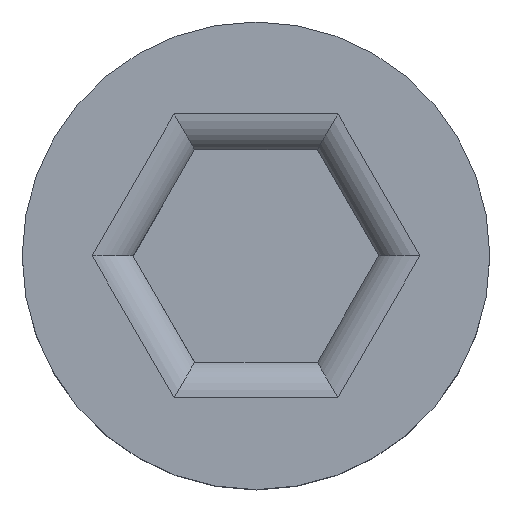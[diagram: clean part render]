
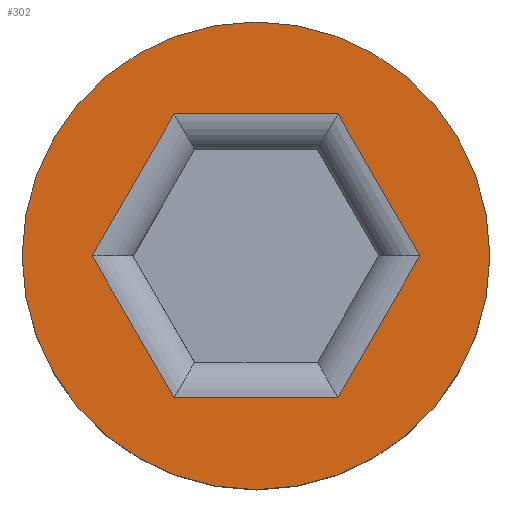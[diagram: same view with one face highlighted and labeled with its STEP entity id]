
A CAD part, top view. The second image highlights one B-rep face of the part: STEP entity #302.
In plain terms, the highlighted planar face has unit normal (0, 0, 1).
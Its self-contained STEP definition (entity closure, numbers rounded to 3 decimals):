
#15=FACE_BOUND('',#61,.T.);
#17=CIRCLE('',#341,6.);
#42=FACE_OUTER_BOUND('',#60,.T.);
#60=EDGE_LOOP('',(#259));
#61=EDGE_LOOP('',(#260,#261,#262,#263,#264,#265));
#85=LINE('',#510,#105);
#86=LINE('',#515,#106);
#87=LINE('',#519,#107);
#89=LINE('',#528,#109);
#90=LINE('',#532,#110);
#91=LINE('',#535,#111);
#105=VECTOR('',#397,10.);
#106=VECTOR('',#404,10.);
#107=VECTOR('',#409,10.);
#109=VECTOR('',#419,10.);
#110=VECTOR('',#424,10.);
#111=VECTOR('',#429,10.);
#143=VERTEX_POINT('',#507);
#144=VERTEX_POINT('',#509);
#145=VERTEX_POINT('',#513);
#146=VERTEX_POINT('',#517);
#147=VERTEX_POINT('',#521);
#149=VERTEX_POINT('',#527);
#150=VERTEX_POINT('',#531);
#178=EDGE_CURVE('',#143,#144,#85,.T.);
#181=EDGE_CURVE('',#145,#143,#86,.T.);
#183=EDGE_CURVE('',#146,#145,#87,.T.);
#184=EDGE_CURVE('',#147,#147,#17,.T.);
#187=EDGE_CURVE('',#144,#149,#89,.T.);
#189=EDGE_CURVE('',#149,#150,#90,.T.);
#191=EDGE_CURVE('',#150,#146,#91,.T.);
#259=ORIENTED_EDGE('',*,*,#184,.T.);
#260=ORIENTED_EDGE('',*,*,#187,.F.);
#261=ORIENTED_EDGE('',*,*,#178,.F.);
#262=ORIENTED_EDGE('',*,*,#181,.F.);
#263=ORIENTED_EDGE('',*,*,#183,.F.);
#264=ORIENTED_EDGE('',*,*,#191,.F.);
#265=ORIENTED_EDGE('',*,*,#189,.F.);
#285=PLANE('',#348);
#302=ADVANCED_FACE('',(#42,#15),#285,.T.);
#341=AXIS2_PLACEMENT_3D('',#522,#412,#413);
#348=AXIS2_PLACEMENT_3D('',#536,#430,#431);
#397=DIRECTION('',(-0.5,-0.866,0.));
#404=DIRECTION('',(-1.,0.,0.));
#409=DIRECTION('',(-0.5,0.866,0.));
#412=DIRECTION('center_axis',(0.,0.,1.));
#413=DIRECTION('ref_axis',(-1.,0.,0.));
#419=DIRECTION('',(0.5,-0.866,0.));
#424=DIRECTION('',(1.,0.,0.));
#429=DIRECTION('',(0.5,0.866,0.));
#430=DIRECTION('center_axis',(0.,0.,1.));
#431=DIRECTION('ref_axis',(1.,0.,0.));
#507=CARTESIAN_POINT('',(-2.102,3.641,35.8));
#509=CARTESIAN_POINT('',(-4.205,0.,35.8));
#510=CARTESIAN_POINT('',(-3.535,1.16,35.8));
#513=CARTESIAN_POINT('',(2.102,3.641,35.8));
#515=CARTESIAN_POINT('',(-0.762,3.641,35.8));
#517=CARTESIAN_POINT('',(4.205,0.,35.8));
#519=CARTESIAN_POINT('',(2.772,2.481,35.8));
#521=CARTESIAN_POINT('',(6.,0.,35.8));
#522=CARTESIAN_POINT('Origin',(0.,0.,35.8));
#527=CARTESIAN_POINT('',(-2.102,-3.641,35.8));
#528=CARTESIAN_POINT('',(-2.772,-2.481,35.8));
#531=CARTESIAN_POINT('',(2.102,-3.641,35.8));
#532=CARTESIAN_POINT('',(0.762,-3.641,35.8));
#535=CARTESIAN_POINT('',(3.535,-1.16,35.8));
#536=CARTESIAN_POINT('Origin',(0.,0.,35.8));
